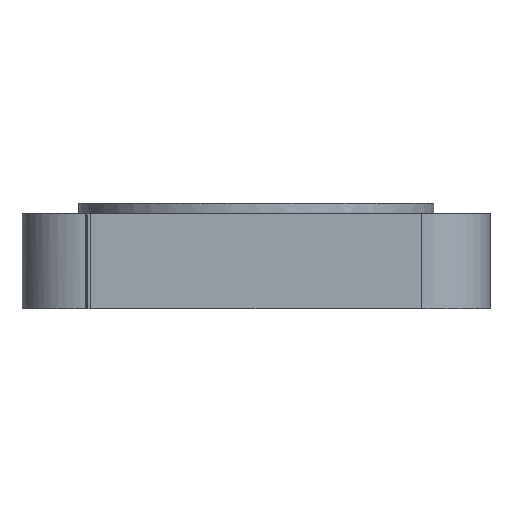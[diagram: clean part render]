
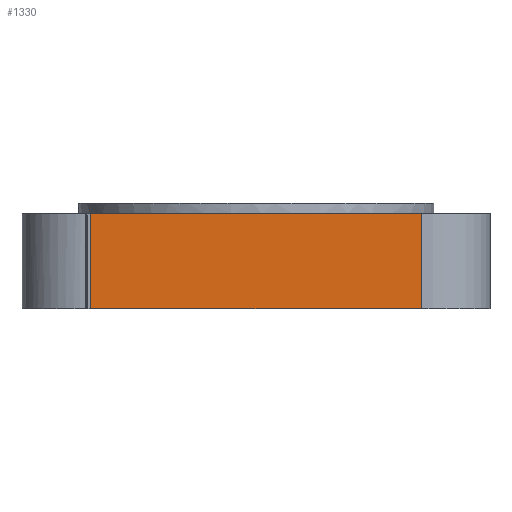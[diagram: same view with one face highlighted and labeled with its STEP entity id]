
A CAD part, front view. The second image highlights one B-rep face of the part: STEP entity #1330.
In plain terms, the highlighted planar face has unit normal (0, -1, 0).
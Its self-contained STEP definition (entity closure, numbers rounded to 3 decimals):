
#231 = CARTESIAN_POINT ( 'NONE',  ( 11.314, -16., -0.7 ) ) ;
#381 = CARTESIAN_POINT ( 'NONE',  ( -11.314, -16., -0.7 ) ) ;
#1259 = LINE ( 'NONE', #5855, #9133 ) ;
#1330 = ADVANCED_FACE ( 'NONE', ( #3027 ), #3099, .T. ) ;
#1728 = CARTESIAN_POINT ( 'NONE',  ( -11.314, -16., -7.2 ) ) ;
#2320 = DIRECTION ( 'NONE',  ( 0., 0., -1. ) ) ;
#2517 = VERTEX_POINT ( 'NONE', #1728 ) ;
#3022 = ORIENTED_EDGE ( 'NONE', *, *, #7802, .T. ) ;
#3027 = FACE_OUTER_BOUND ( 'NONE', #3322, .T. ) ;
#3062 = ORIENTED_EDGE ( 'NONE', *, *, #6176, .F. ) ;
#3099 = PLANE ( 'NONE',  #13511 ) ;
#3109 = CARTESIAN_POINT ( 'NONE',  ( 11.314, -16., -7.2 ) ) ;
#3131 = LINE ( 'NONE', #9655, #7806 ) ;
#3322 = EDGE_LOOP ( 'NONE', ( #3062, #10259, #3022, #13978 ) ) ;
#4007 = DIRECTION ( 'NONE',  ( 0., 0., -1. ) ) ;
#5074 = VERTEX_POINT ( 'NONE', #381 ) ;
#5500 = CARTESIAN_POINT ( 'NONE',  ( -11.314, -16., -3.95 ) ) ;
#5855 = CARTESIAN_POINT ( 'NONE',  ( 11.314, -16., -0.7 ) ) ;
#6176 = EDGE_CURVE ( 'NONE', #6376, #13352, #7103, .T. ) ;
#6376 = VERTEX_POINT ( 'NONE', #231 ) ;
#7103 = LINE ( 'NONE', #13590, #9999 ) ;
#7802 = EDGE_CURVE ( 'NONE', #5074, #2517, #10107, .T. ) ;
#7806 = VECTOR ( 'NONE', #13031, 1000. ) ;
#8780 = EDGE_CURVE ( 'NONE', #6376, #5074, #1259, .T. ) ;
#9133 = VECTOR ( 'NONE', #10180, 1000. ) ;
#9474 = DIRECTION ( 'NONE',  ( 0., -1., 0. ) ) ;
#9655 = CARTESIAN_POINT ( 'NONE',  ( 0., -16., -7.2 ) ) ;
#9999 = VECTOR ( 'NONE', #11341, 1000. ) ;
#10107 = LINE ( 'NONE', #5500, #12277 ) ;
#10180 = DIRECTION ( 'NONE',  ( -1., 0., 0. ) ) ;
#10259 = ORIENTED_EDGE ( 'NONE', *, *, #8780, .T. ) ;
#11341 = DIRECTION ( 'NONE',  ( 0., 0., -1. ) ) ;
#11694 = EDGE_CURVE ( 'NONE', #2517, #13352, #3131, .T. ) ;
#12277 = VECTOR ( 'NONE', #2320, 1000. ) ;
#13031 = DIRECTION ( 'NONE',  ( 1., 0., 0. ) ) ;
#13352 = VERTEX_POINT ( 'NONE', #3109 ) ;
#13511 = AXIS2_PLACEMENT_3D ( 'NONE', #13762, #9474, #4007 ) ;
#13590 = CARTESIAN_POINT ( 'NONE',  ( 11.314, -16., -3.95 ) ) ;
#13762 = CARTESIAN_POINT ( 'NONE',  ( 11.314, -16., -3.95 ) ) ;
#13978 = ORIENTED_EDGE ( 'NONE', *, *, #11694, .T. ) ;
